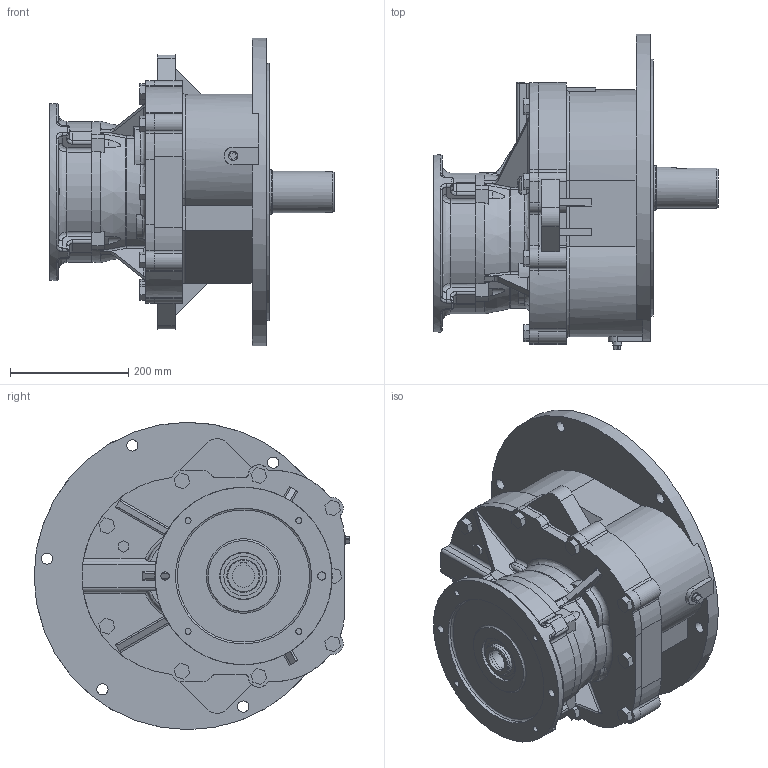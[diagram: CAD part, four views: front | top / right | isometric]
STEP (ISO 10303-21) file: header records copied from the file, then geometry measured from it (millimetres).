
FILE_DESCRIPTION (( 'STEP AP214' ), '1' );
FILE_NAME ('EK2DO08393H001_F1VM27_7.5KW_R40~60_defeature.stp', '2022-06-08T01:17:05', ( 'Windows 餌辨濠' ), ( '' ), 'SwSTEP 2.0', 'SolidWorks 2021', '' );
FILE_SCHEMA (( 'AUTOMOTIVE_DESIGN' ));
Length unit declared in the file: millimetre
Products named in the file (1): EK2DO08393H001_F1VM27_7.5KW_R40~60_defeature
Bounding box: 481 x 534.15 x 520 mm (x, y, z)
Volume: 33035826.1 mm3; surface area: 1173536.3 mm2
Topology: 2 solids, 5 shells, 822 faces, 2094 edges, 1294 vertices
Faces by surface type: cylinder 336, plane 328, bspline 58, torus 53, sphere 25, cone 22
Full cylindrical faces by diameter (mm): 4 x1, 10.2 x4, 14 x2, 19 x6, 48 x1, 55 x4, 66.41 x4, 70 x1, 75 x3, 78.59 x4, 80 x3, 100 x1, 230 x1, 300 x1, 415 x1, 435 x1, 520 x1
Entity records: 30067 total; most frequent: CARTESIAN_POINT 9410, ORIENTED_EDGE 3958, DIRECTION 3941, EDGE_CURVE 1979, AXIS2_PLACEMENT_3D 1499, VERTEX_POINT 1258, VECTOR 943, LINE 943
